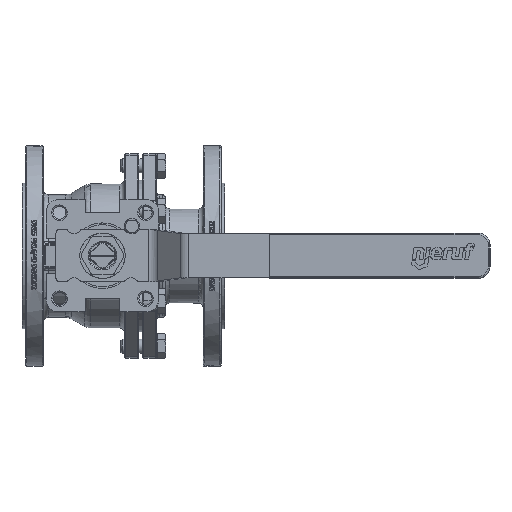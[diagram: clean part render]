
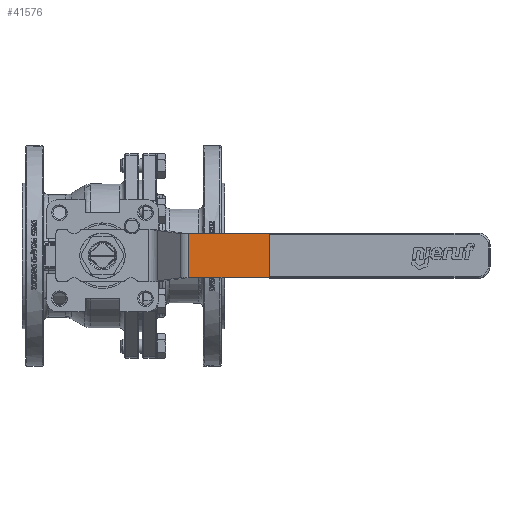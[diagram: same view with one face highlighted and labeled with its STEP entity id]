
A CAD part, top view. The second image highlights one B-rep face of the part: STEP entity #41576.
In plain terms, the highlighted planar face has unit normal (0, 0, 1).
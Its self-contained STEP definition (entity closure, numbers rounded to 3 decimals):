
#41452=CARTESIAN_POINT('',(139.918,18.5,159.5));
#41453=VERTEX_POINT('',#41452);
#41462=CARTESIAN_POINT('',(139.918,-18.5,159.5));
#41463=VERTEX_POINT('',#41462);
#41464=CARTESIAN_POINT('',(139.918,-18.5,159.5));
#41465=DIRECTION('',(0.,1.,0.));
#41466=VECTOR('',#41465,37.);
#41467=LINE('',#41464,#41466);
#41468=EDGE_CURVE('',#41463,#41453,#41467,.T.);
#41509=CARTESIAN_POINT('',(72.272,-18.5,159.5));
#41510=VERTEX_POINT('',#41509);
#41511=CARTESIAN_POINT('',(72.272,-18.5,159.5));
#41512=DIRECTION('',(1.,-0.,0.));
#41513=VECTOR('',#41512,67.646);
#41514=LINE('',#41511,#41513);
#41515=EDGE_CURVE('',#41510,#41463,#41514,.T.);
#41553=CARTESIAN_POINT('',(133.418,-0.,159.5));
#41554=DIRECTION('',(-0.,-0.,1.));
#41555=DIRECTION('',(-1.,0.,-0.));
#41556=AXIS2_PLACEMENT_3D('',#41553,#41554,#41555);
#41557=PLANE('',#41556);
#41558=ORIENTED_EDGE('',*,*,#41468,.T.);
#41559=CARTESIAN_POINT('',(72.272,18.5,159.5));
#41560=VERTEX_POINT('',#41559);
#41561=CARTESIAN_POINT('',(139.918,18.5,159.5));
#41562=DIRECTION('',(-1.,0.,-0.));
#41563=VECTOR('',#41562,67.646);
#41564=LINE('',#41561,#41563);
#41565=EDGE_CURVE('',#41453,#41560,#41564,.T.);
#41566=ORIENTED_EDGE('',*,*,#41565,.T.);
#41567=CARTESIAN_POINT('',(72.272,18.5,159.5));
#41568=DIRECTION('',(-0.,-1.,-0.));
#41569=VECTOR('',#41568,37.);
#41570=LINE('',#41567,#41569);
#41571=EDGE_CURVE('',#41560,#41510,#41570,.T.);
#41572=ORIENTED_EDGE('',*,*,#41571,.T.);
#41573=ORIENTED_EDGE('',*,*,#41515,.T.);
#41574=EDGE_LOOP('',(#41558,#41566,#41572,#41573));
#41575=FACE_BOUND('',#41574,.T.);
#41576=ADVANCED_FACE('',(#41575),#41557,.T.);
